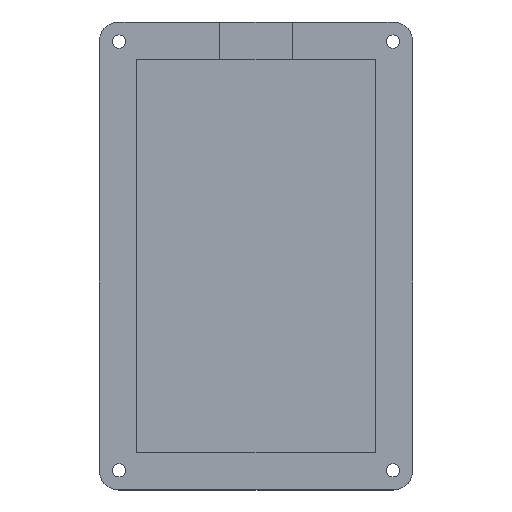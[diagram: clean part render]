
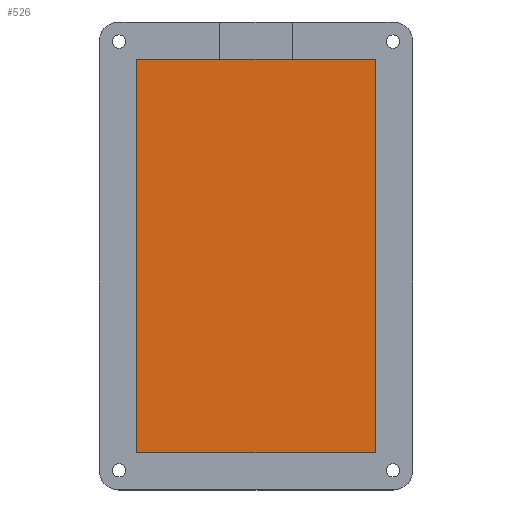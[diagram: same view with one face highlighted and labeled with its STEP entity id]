
A CAD part, top view. The second image highlights one B-rep face of the part: STEP entity #526.
In plain terms, the highlighted planar face has unit normal (0, 0, 1).
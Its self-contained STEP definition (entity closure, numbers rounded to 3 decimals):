
#36=PLANE('',#582);
#58=FACE_OUTER_BOUND('',#92,.T.);
#92=EDGE_LOOP('',(#433,#434,#435,#436));
#150=LINE('',#862,#198);
#152=LINE('',#867,#200);
#153=LINE('',#868,#201);
#154=LINE('',#869,#202);
#198=VECTOR('',#696,10.);
#200=VECTOR('',#700,10.);
#201=VECTOR('',#701,10.);
#202=VECTOR('',#702,10.);
#269=VERTEX_POINT('',#859);
#270=VERTEX_POINT('',#861);
#271=VERTEX_POINT('',#865);
#272=VERTEX_POINT('',#866);
#330=EDGE_CURVE('',#269,#270,#150,.T.);
#332=EDGE_CURVE('',#271,#272,#152,.T.);
#333=EDGE_CURVE('',#270,#271,#153,.T.);
#334=EDGE_CURVE('',#272,#269,#154,.T.);
#433=ORIENTED_EDGE('',*,*,#332,.F.);
#434=ORIENTED_EDGE('',*,*,#333,.F.);
#435=ORIENTED_EDGE('',*,*,#330,.F.);
#436=ORIENTED_EDGE('',*,*,#334,.F.);
#526=ADVANCED_FACE('',(#58),#36,.T.);
#582=AXIS2_PLACEMENT_3D('',#864,#698,#699);
#696=DIRECTION('',(1.,0.,0.));
#698=DIRECTION('center_axis',(0.,0.,1.));
#699=DIRECTION('ref_axis',(1.,0.,0.));
#700=DIRECTION('',(-1.,0.,0.));
#701=DIRECTION('',(0.,-1.,0.));
#702=DIRECTION('',(0.,1.,0.));
#859=CARTESIAN_POINT('',(-20.,30.,3.));
#861=CARTESIAN_POINT('',(41.,30.,3.));
#862=CARTESIAN_POINT('',(-4.75,30.,3.));
#864=CARTESIAN_POINT('Origin',(10.5,-20.25,3.));
#865=CARTESIAN_POINT('',(41.,-70.5,3.));
#866=CARTESIAN_POINT('',(-20.,-70.5,3.));
#867=CARTESIAN_POINT('',(25.75,-70.5,3.));
#868=CARTESIAN_POINT('',(41.,4.875,3.));
#869=CARTESIAN_POINT('',(-20.,-45.375,3.));
